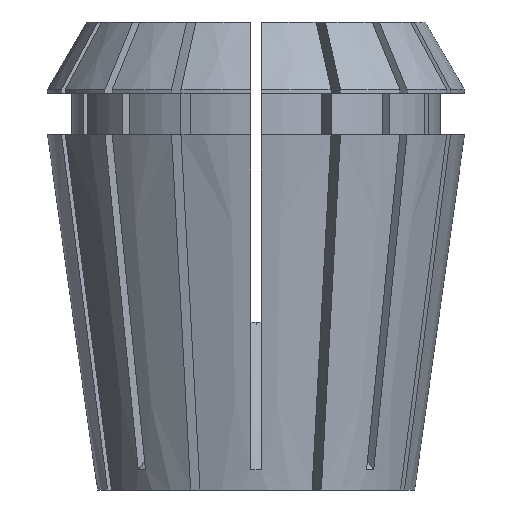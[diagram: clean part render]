
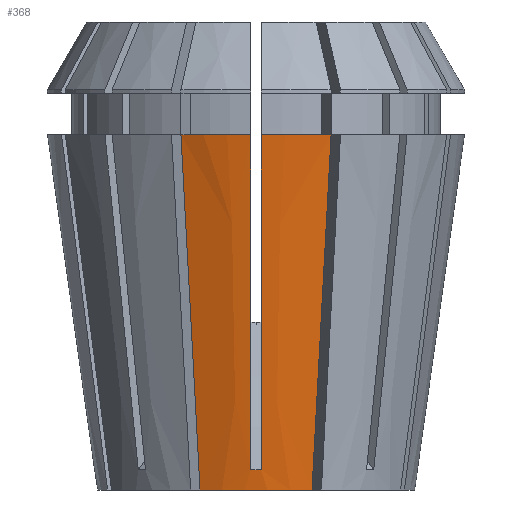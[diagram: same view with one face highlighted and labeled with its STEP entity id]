
A CAD part, front view. The second image highlights one B-rep face of the part: STEP entity #368.
In plain terms, the highlighted conical face has half-angle 8 degrees and reference radius 15.595 mm.
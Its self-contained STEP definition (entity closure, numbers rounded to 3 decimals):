
#28 = CARTESIAN_POINT ( 'NONE',  ( -0.167, -15.879, 1.998 ) ) ;
#116 = CIRCLE ( 'NONE', #357, 15.595 ) ;
#187 = CIRCLE ( 'NONE', #3130, 20.5 ) ;
#292 = CARTESIAN_POINT ( 'NONE',  ( -0.5, -16.084, 3.529 ) ) ;
#319 = CARTESIAN_POINT ( 'NONE',  ( 0.5, -20.494, 34.9 ) ) ;
#338 = CARTESIAN_POINT ( 'NONE',  ( 0.5, -17.511, 13.678 ) ) ;
#348 = CARTESIAN_POINT ( 'NONE',  ( -7.381, -19.126, 34.9 ) ) ;
#357 = AXIS2_PLACEMENT_3D ( 'NONE', #683, #653, #4910 ) ;
#368 = ADVANCED_FACE ( 'NONE', ( #1524 ), #4253, .T. ) ;
#402 = CARTESIAN_POINT ( 'NONE',  ( 0.5, -15.977, 2.767 ) ) ;
#432 = CARTESIAN_POINT ( 'NONE',  ( -0.5, -15.869, 2.006 ) ) ;
#466 = CARTESIAN_POINT ( 'NONE',  ( 0.5, -15.869, 2.006 ) ) ;
#653 = DIRECTION ( 'NONE',  ( 0., 0., -1. ) ) ;
#683 = CARTESIAN_POINT ( 'NONE',  ( 0., 0., 0. ) ) ;
#718 = AXIS2_PLACEMENT_3D ( 'NONE', #4908, #2342, #2779 ) ;
#754 = EDGE_CURVE ( 'NONE', #5294, #1484, #2890, .T. ) ;
#758 = CARTESIAN_POINT ( 'NONE',  ( -5.503, -14.592, 0. ) ) ;
#968 = B_SPLINE_CURVE_WITH_KNOTS ( 'NONE', 3,
 ( #348, #4620, #2023, #758 ),
 .UNSPECIFIED., .F., .F.,
 ( 4, 4 ),
 ( 0., 0.035 ),
 .UNSPECIFIED. ) ;
#972 = EDGE_CURVE ( 'NONE', #2154, #5294, #2385, .T. ) ;
#1003 = EDGE_CURVE ( 'NONE', #2154, #3672, #2367, .T. ) ;
#1071 = CARTESIAN_POINT ( 'NONE',  ( 0.5, -20.15, 32.452 ) ) ;
#1225 = CARTESIAN_POINT ( 'NONE',  ( 0.5, -16.191, 4.29 ) ) ;
#1416 = ORIENTED_EDGE ( 'NONE', *, *, #3996, .T. ) ;
#1484 = VERTEX_POINT ( 'NONE', #4077 ) ;
#1523 = ORIENTED_EDGE ( 'NONE', *, *, #972, .T. ) ;
#1524 = FACE_OUTER_BOUND ( 'NONE', #1733, .T. ) ;
#1624 = CARTESIAN_POINT ( 'NONE',  ( 0.5, -15.869, 2.006 ) ) ;
#1646 = CARTESIAN_POINT ( 'NONE',  ( -7.381, -19.126, 34.9 ) ) ;
#1733 = EDGE_LOOP ( 'NONE', ( #5401, #1523, #3246, #2861, #4784, #1416, #1768, #2667 ) ) ;
#1768 = ORIENTED_EDGE ( 'NONE', *, *, #5349, .T. ) ;
#1831 = B_SPLINE_CURVE_WITH_KNOTS ( 'NONE', 3,
 ( #4088, #2781, #4551, #3656, #2397, #5432, #2848, #292, #4927, #5360 ),
 .UNSPECIFIED., .F., .F.,
 ( 4, 3, 3, 4 ),
 ( 0.076, 0.079, 0.107, 0.109 ),
 .UNSPECIFIED. ) ;
#1855 = CARTESIAN_POINT ( 'NONE',  ( -0.5, -15.869, 2.006 ) ) ;
#1941 = CARTESIAN_POINT ( 'NONE',  ( 6.129, -16.104, 11.633 ) ) ;
#1955 = CARTESIAN_POINT ( 'NONE',  ( 0.5, -20.494, 34.9 ) ) ;
#2023 = CARTESIAN_POINT ( 'NONE',  ( -6.129, -16.104, 11.633 ) ) ;
#2038 = CARTESIAN_POINT ( 'NONE',  ( 0.5, -16.084, 3.529 ) ) ;
#2154 = VERTEX_POINT ( 'NONE', #4574 ) ;
#2342 = DIRECTION ( 'NONE',  ( 0., 0., -1. ) ) ;
#2367 = B_SPLINE_CURVE_WITH_KNOTS ( 'NONE', 3,
 ( #2758, #4489, #1941, #2374 ),
 .UNSPECIFIED., .F., .F.,
 ( 4, 4 ),
 ( 0., 0.035 ),
 .UNSPECIFIED. ) ;
#2374 = CARTESIAN_POINT ( 'NONE',  ( 5.503, -14.592, 0. ) ) ;
#2385 = CIRCLE ( 'NONE', #718, 20.5 ) ;
#2397 = CARTESIAN_POINT ( 'NONE',  ( -0.5, -18.83, 23.065 ) ) ;
#2408 = CARTESIAN_POINT ( 'NONE',  ( 0.5, -20.38, 34.084 ) ) ;
#2480 = DIRECTION ( 'NONE',  ( 0., 0., 1. ) ) ;
#2667 = ORIENTED_EDGE ( 'NONE', *, *, #4568, .F. ) ;
#2758 = CARTESIAN_POINT ( 'NONE',  ( 7.381, -19.126, 34.9 ) ) ;
#2779 = DIRECTION ( 'NONE',  ( -1., 0., 0. ) ) ;
#2781 = CARTESIAN_POINT ( 'NONE',  ( -0.5, -20.38, 34.084 ) ) ;
#2801 = DIRECTION ( 'NONE',  ( -1., 0., 0. ) ) ;
#2848 = CARTESIAN_POINT ( 'NONE',  ( -0.5, -16.191, 4.29 ) ) ;
#2861 = ORIENTED_EDGE ( 'NONE', *, *, #5499, .F. ) ;
#2890 = B_SPLINE_CURVE_WITH_KNOTS ( 'NONE', 3,
 ( #319, #2408, #4104, #1071, #4542, #338, #1225, #2038, #402, #1624 ),
 .UNSPECIFIED., .F., .F.,
 ( 4, 3, 3, 4 ),
 ( 0.076, 0.079, 0.107, 0.109 ),
 .UNSPECIFIED. ) ;
#2916 = CARTESIAN_POINT ( 'NONE',  ( 0., 0., 0. ) ) ;
#3065 = VERTEX_POINT ( 'NONE', #1855 ) ;
#3130 = AXIS2_PLACEMENT_3D ( 'NONE', #4046, #3993, #2801 ) ;
#3246 = ORIENTED_EDGE ( 'NONE', *, *, #754, .T. ) ;
#3656 = CARTESIAN_POINT ( 'NONE',  ( -0.5, -20.15, 32.452 ) ) ;
#3672 = VERTEX_POINT ( 'NONE', #4056 ) ;
#3878 = CARTESIAN_POINT ( 'NONE',  ( -0.5, -20.494, 34.9 ) ) ;
#3927 = B_SPLINE_CURVE_WITH_KNOTS ( 'NONE', 3,
 ( #432, #28, #4247, #466 ),
 .UNSPECIFIED., .F., .F.,
 ( 4, 4 ),
 ( 0., 0.001 ),
 .UNSPECIFIED. ) ;
#3993 = DIRECTION ( 'NONE',  ( 0., 0., -1. ) ) ;
#3996 = EDGE_CURVE ( 'NONE', #4940, #4269, #187, .T. ) ;
#4046 = CARTESIAN_POINT ( 'NONE',  ( 0., 0., 34.9 ) ) ;
#4056 = CARTESIAN_POINT ( 'NONE',  ( 5.503, -14.592, 0. ) ) ;
#4077 = CARTESIAN_POINT ( 'NONE',  ( 0.5, -15.869, 2.006 ) ) ;
#4088 = CARTESIAN_POINT ( 'NONE',  ( -0.5, -20.494, 34.9 ) ) ;
#4104 = CARTESIAN_POINT ( 'NONE',  ( 0.5, -20.265, 33.268 ) ) ;
#4112 = DIRECTION ( 'NONE',  ( 1., 0., 0. ) ) ;
#4190 = CARTESIAN_POINT ( 'NONE',  ( -5.503, -14.592, 0. ) ) ;
#4247 = CARTESIAN_POINT ( 'NONE',  ( 0.167, -15.879, 1.998 ) ) ;
#4253 = CONICAL_SURFACE ( 'NONE', #4357, 15.595, 0.14 ) ;
#4269 = VERTEX_POINT ( 'NONE', #1646 ) ;
#4357 = AXIS2_PLACEMENT_3D ( 'NONE', #2916, #2480, #4112 ) ;
#4489 = CARTESIAN_POINT ( 'NONE',  ( 6.755, -17.615, 23.267 ) ) ;
#4542 = CARTESIAN_POINT ( 'NONE',  ( 0.5, -18.83, 23.065 ) ) ;
#4551 = CARTESIAN_POINT ( 'NONE',  ( -0.5, -20.265, 33.268 ) ) ;
#4568 = EDGE_CURVE ( 'NONE', #3672, #5397, #116, .T. ) ;
#4574 = CARTESIAN_POINT ( 'NONE',  ( 7.381, -19.126, 34.9 ) ) ;
#4620 = CARTESIAN_POINT ( 'NONE',  ( -6.755, -17.615, 23.267 ) ) ;
#4784 = ORIENTED_EDGE ( 'NONE', *, *, #5306, .F. ) ;
#4908 = CARTESIAN_POINT ( 'NONE',  ( 0., 0., 34.9 ) ) ;
#4910 = DIRECTION ( 'NONE',  ( -1., 0., 0. ) ) ;
#4927 = CARTESIAN_POINT ( 'NONE',  ( -0.5, -15.977, 2.767 ) ) ;
#4940 = VERTEX_POINT ( 'NONE', #3878 ) ;
#5294 = VERTEX_POINT ( 'NONE', #1955 ) ;
#5306 = EDGE_CURVE ( 'NONE', #4940, #3065, #1831, .T. ) ;
#5349 = EDGE_CURVE ( 'NONE', #4269, #5397, #968, .T. ) ;
#5360 = CARTESIAN_POINT ( 'NONE',  ( -0.5, -15.869, 2.006 ) ) ;
#5397 = VERTEX_POINT ( 'NONE', #4190 ) ;
#5401 = ORIENTED_EDGE ( 'NONE', *, *, #1003, .F. ) ;
#5432 = CARTESIAN_POINT ( 'NONE',  ( -0.5, -17.511, 13.678 ) ) ;
#5499 = EDGE_CURVE ( 'NONE', #3065, #1484, #3927, .T. ) ;
